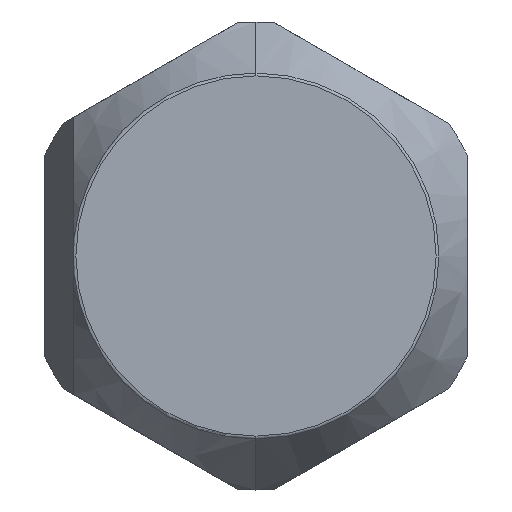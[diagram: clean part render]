
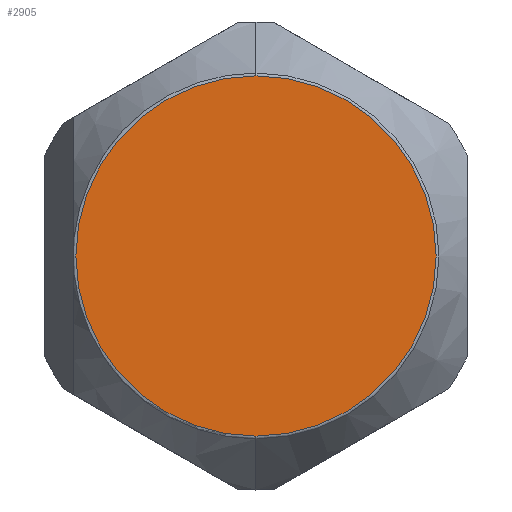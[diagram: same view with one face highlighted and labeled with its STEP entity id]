
A CAD part, left-side view. The second image highlights one B-rep face of the part: STEP entity #2905.
In plain terms, the highlighted planar face has unit normal (-1, 0, 0).
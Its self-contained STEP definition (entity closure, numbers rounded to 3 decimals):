
#1168 = CARTESIAN_POINT ( 'NONE',  ( 0., 0., -27.711 ) ) ;
#1227 = DIRECTION ( 'NONE',  ( 1., 0., 0. ) ) ;
#1247 = CARTESIAN_POINT ( 'NONE',  ( 0., 0., 0. ) ) ;
#1250 = DIRECTION ( 'NONE',  ( 0., 0., -1. ) ) ;
#1626 = FACE_OUTER_BOUND ( 'NONE', #4799, .T. ) ;
#1985 = EDGE_CURVE ( 'NONE', #4125, #3880, #2509, .T. ) ;
#2451 = ORIENTED_EDGE ( 'NONE', *, *, #3461, .F. ) ;
#2457 = ORIENTED_EDGE ( 'NONE', *, *, #1985, .F. ) ;
#2509 = CIRCLE ( 'NONE', #3333, 27.711 ) ;
#2905 = ADVANCED_FACE ( 'NONE', ( #1626 ), #3801, .T. ) ;
#3333 = AXIS2_PLACEMENT_3D ( 'NONE', #4152, #4161, #4181 ) ;
#3461 = EDGE_CURVE ( 'NONE', #3880, #4125, #5846, .T. ) ;
#3615 = AXIS2_PLACEMENT_3D ( 'NONE', #1247, #1227, #1250 ) ;
#3730 = CARTESIAN_POINT ( 'NONE',  ( 0., 0., 27.711 ) ) ;
#3792 = DIRECTION ( 'NONE',  ( 0., 0., 1. ) ) ;
#3796 = CARTESIAN_POINT ( 'NONE',  ( 0., 0., 0. ) ) ;
#3797 = DIRECTION ( 'NONE',  ( -1., 0., 0. ) ) ;
#3801 = PLANE ( 'NONE',  #6109 ) ;
#3880 = VERTEX_POINT ( 'NONE', #3730 ) ;
#4125 = VERTEX_POINT ( 'NONE', #1168 ) ;
#4152 = CARTESIAN_POINT ( 'NONE',  ( 0., 0., 0. ) ) ;
#4161 = DIRECTION ( 'NONE',  ( 1., 0., 0. ) ) ;
#4181 = DIRECTION ( 'NONE',  ( 0., 0., -1. ) ) ;
#4799 = EDGE_LOOP ( 'NONE', ( #2457, #2451 ) ) ;
#5846 = CIRCLE ( 'NONE', #3615, 27.711 ) ;
#6109 = AXIS2_PLACEMENT_3D ( 'NONE', #3796, #3797, #3792 ) ;
